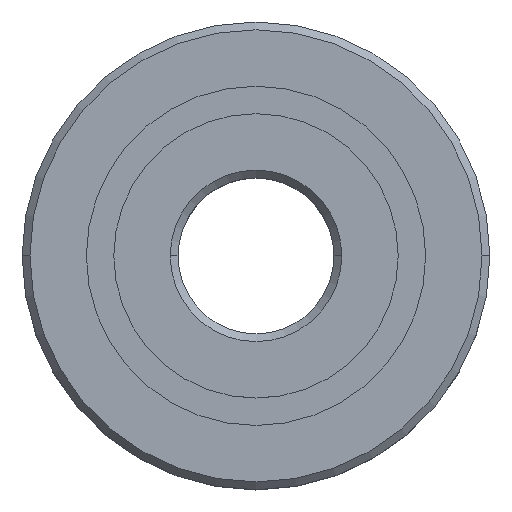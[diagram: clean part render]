
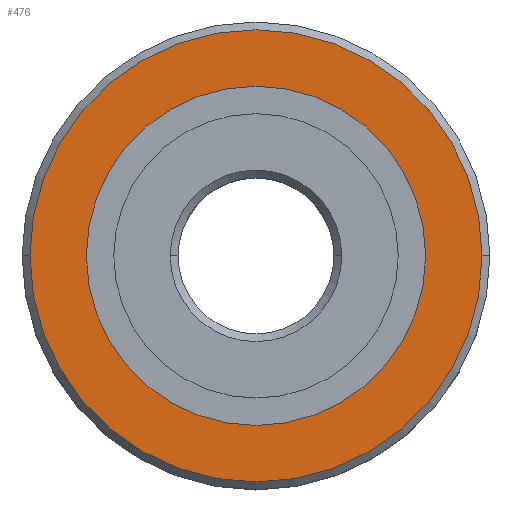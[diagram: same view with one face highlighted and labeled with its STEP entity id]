
A CAD part, top view. The second image highlights one B-rep face of the part: STEP entity #476.
In plain terms, the highlighted planar face has unit normal (0, 0, 1).
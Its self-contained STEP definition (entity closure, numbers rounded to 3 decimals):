
#46 = CARTESIAN_POINT ( 'NONE',  ( 0., 5.8, 2. ) ) ;
#52 = FACE_BOUND ( 'NONE', #1469, .T. ) ;
#56 = ORIENTED_EDGE ( 'NONE', *, *, #745, .T. ) ;
#70 = CARTESIAN_POINT ( 'NONE',  ( 5.8, 0., 2. ) ) ;
#90 = CARTESIAN_POINT ( 'NONE',  ( 0., 0., 2. ) ) ;
#113 = CIRCLE ( 'NONE', #560, 4.352 ) ;
#190 = VERTEX_POINT ( 'NONE', #640 ) ;
#234 = VERTEX_POINT ( 'NONE', #943 ) ;
#254 = DIRECTION ( 'NONE',  ( 1., 0., 0. ) ) ;
#303 = DIRECTION ( 'NONE',  ( 0., 0., 1. ) ) ;
#384 = EDGE_CURVE ( 'NONE', #1536, #234, #113, .T. ) ;
#389 = CIRCLE ( 'NONE', #771, 5.8 ) ;
#427 = PLANE ( 'NONE',  #1337 ) ;
#441 = CARTESIAN_POINT ( 'NONE',  ( -4.352, 0., 2. ) ) ;
#476 = ADVANCED_FACE ( 'NONE', ( #52, #557 ), #427, .F. ) ;
#534 = CARTESIAN_POINT ( 'NONE',  ( 0., 0., 2. ) ) ;
#557 = FACE_OUTER_BOUND ( 'NONE', #1389, .T. ) ;
#560 = AXIS2_PLACEMENT_3D ( 'NONE', #1555, #303, #927 ) ;
#585 = CIRCLE ( 'NONE', #1384, 5.8 ) ;
#603 = DIRECTION ( 'NONE',  ( 0., 0., -1. ) ) ;
#640 = CARTESIAN_POINT ( 'NONE',  ( -5.8, 0., 2. ) ) ;
#721 = DIRECTION ( 'NONE',  ( 0., 0., 1. ) ) ;
#745 = EDGE_CURVE ( 'NONE', #1193, #190, #389, .T. ) ;
#771 = AXIS2_PLACEMENT_3D ( 'NONE', #1479, #1495, #254 ) ;
#814 = ORIENTED_EDGE ( 'NONE', *, *, #1417, .F. ) ;
#881 = ORIENTED_EDGE ( 'NONE', *, *, #384, .F. ) ;
#927 = DIRECTION ( 'NONE',  ( 1., 0., 0. ) ) ;
#943 = CARTESIAN_POINT ( 'NONE',  ( 4.352, 0., 2. ) ) ;
#970 = DIRECTION ( 'NONE',  ( 1., 0., 0. ) ) ;
#1039 = DIRECTION ( 'NONE',  ( 1., 0., 0. ) ) ;
#1089 = DIRECTION ( 'NONE',  ( -1., 0., 0. ) ) ;
#1152 = CIRCLE ( 'NONE', #1408, 4.352 ) ;
#1193 = VERTEX_POINT ( 'NONE', #70 ) ;
#1320 = EDGE_CURVE ( 'NONE', #190, #1193, #585, .T. ) ;
#1337 = AXIS2_PLACEMENT_3D ( 'NONE', #46, #603, #1089 ) ;
#1379 = ORIENTED_EDGE ( 'NONE', *, *, #1320, .T. ) ;
#1384 = AXIS2_PLACEMENT_3D ( 'NONE', #90, #721, #970 ) ;
#1389 = EDGE_LOOP ( 'NONE', ( #1379, #56 ) ) ;
#1408 = AXIS2_PLACEMENT_3D ( 'NONE', #534, #1517, #1039 ) ;
#1417 = EDGE_CURVE ( 'NONE', #234, #1536, #1152, .T. ) ;
#1469 = EDGE_LOOP ( 'NONE', ( #814, #881 ) ) ;
#1479 = CARTESIAN_POINT ( 'NONE',  ( 0., 0., 2. ) ) ;
#1495 = DIRECTION ( 'NONE',  ( 0., 0., 1. ) ) ;
#1517 = DIRECTION ( 'NONE',  ( 0., 0., 1. ) ) ;
#1536 = VERTEX_POINT ( 'NONE', #441 ) ;
#1555 = CARTESIAN_POINT ( 'NONE',  ( 0., 0., 2. ) ) ;
